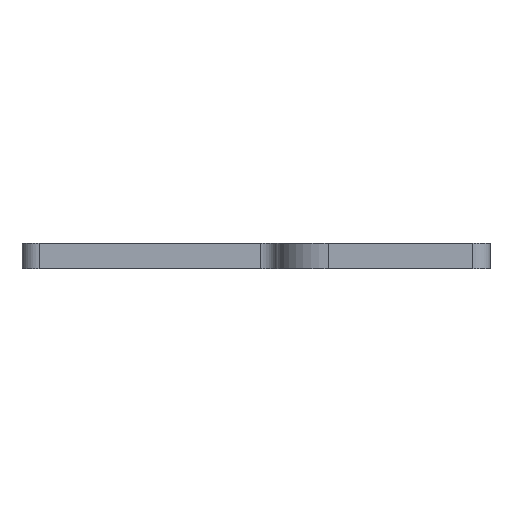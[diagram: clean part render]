
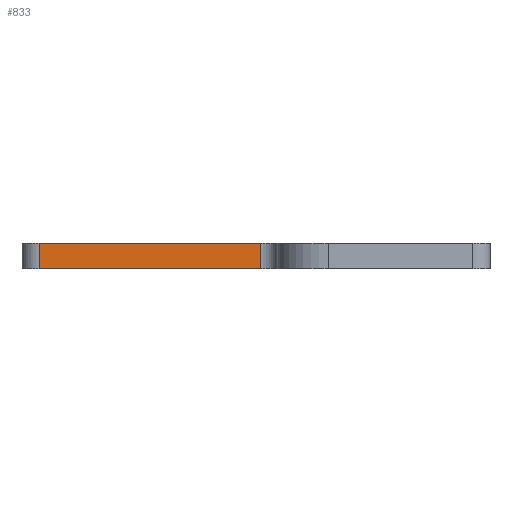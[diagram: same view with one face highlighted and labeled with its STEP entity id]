
A CAD part, left-side view. The second image highlights one B-rep face of the part: STEP entity #833.
In plain terms, the highlighted planar face has unit normal (-1, 0, 0).
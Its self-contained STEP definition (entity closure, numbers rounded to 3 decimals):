
#813=AXIS2_PLACEMENT_3D('Plane Axis2P3D',#810,#811,#812) ;
#100=CARTESIAN_POINT('Vertex',(-85.,207.336,-95.)) ;
#103=CARTESIAN_POINT('Line Origine',(-85.,272.336,-95.)) ;
#107=CARTESIAN_POINT('Vertex',(-85.,337.336,-95.)) ;
#784=CARTESIAN_POINT('Line Origine',(-85.,207.336,-87.5)) ;
#788=CARTESIAN_POINT('Vertex',(-85.,207.336,-80.)) ;
#810=CARTESIAN_POINT('Axis2P3D Location',(-85.,347.336,-80.)) ;
#815=CARTESIAN_POINT('Line Origine',(-85.,272.336,-80.)) ;
#819=CARTESIAN_POINT('Vertex',(-85.,337.336,-80.)) ;
#822=CARTESIAN_POINT('Line Origine',(-85.,337.336,-87.5)) ;
#104=DIRECTION('Vector Direction',(0.,-1.,0.)) ;
#785=DIRECTION('Vector Direction',(0.,0.,-1.)) ;
#811=DIRECTION('Axis2P3D Direction',(1.,0.,0.)) ;
#812=DIRECTION('Axis2P3D XDirection',(0.,-1.,0.)) ;
#816=DIRECTION('Vector Direction',(0.,-1.,0.)) ;
#823=DIRECTION('Vector Direction',(0.,0.,-1.)) ;
#105=VECTOR('Line Direction',#104,1.) ;
#786=VECTOR('Line Direction',#785,1.) ;
#817=VECTOR('Line Direction',#816,1.) ;
#824=VECTOR('Line Direction',#823,1.) ;
#828=ORIENTED_EDGE('',*,*,#790,.T.) ;
#829=ORIENTED_EDGE('',*,*,#821,.T.) ;
#830=ORIENTED_EDGE('',*,*,#826,.T.) ;
#831=ORIENTED_EDGE('',*,*,#109,.F.) ;
#833=ADVANCED_FACE('PartBody',(#832),#814,.F.) ;
#109=EDGE_CURVE('',#101,#108,#106,.F.) ;
#790=EDGE_CURVE('',#101,#789,#787,.F.) ;
#821=EDGE_CURVE('',#789,#820,#818,.F.) ;
#826=EDGE_CURVE('',#820,#108,#825,.T.) ;
#827=EDGE_LOOP('',(#828,#829,#830,#831)) ;
#832=FACE_OUTER_BOUND('',#827,.T.) ;
#106=LINE('Line',#103,#105) ;
#787=LINE('Line',#784,#786) ;
#818=LINE('Line',#815,#817) ;
#825=LINE('Line',#822,#824) ;
#814=PLANE('',#813) ;
#101=VERTEX_POINT('',#100) ;
#108=VERTEX_POINT('',#107) ;
#789=VERTEX_POINT('',#788) ;
#820=VERTEX_POINT('',#819) ;
